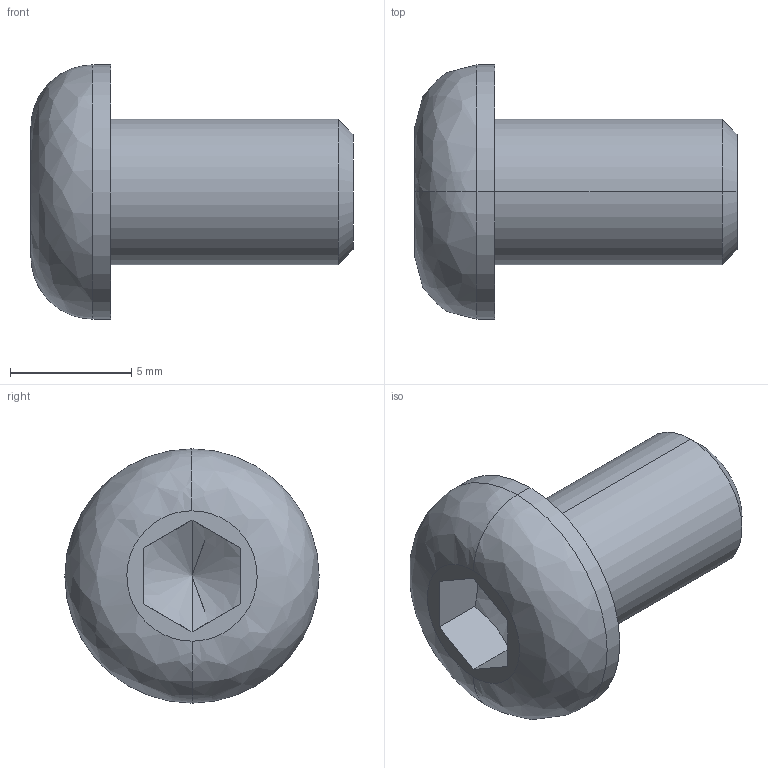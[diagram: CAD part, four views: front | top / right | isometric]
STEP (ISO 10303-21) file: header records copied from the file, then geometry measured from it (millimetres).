
FILE_DESCRIPTION (( 'STEP AP214' ), '1' );
FILE_NAME ('7250115', '2019-02-01T14:21:54', ( '' ), ('JUGARD+KÜNSTNER GmbH'), 'SwSTEP 2.0', 'SolidWorks 2017', '' );
FILE_SCHEMA (( 'AUTOMOTIVE_DESIGN' ));
Length unit declared in the file: millimetre
Products named in the file (1): 7250115_CNAJF00
Bounding box: 13.3 x 10.5 x 10.5 mm (x, y, z)
Volume: 487.8 mm3; surface area: 456.7 mm2
Topology: 1 solids, 1 shells, 19 faces, 42 edges, 25 vertices
Faces by surface type: plane 9, cylinder 4, cone 4, bspline 2
Entity records: 588 total; most frequent: CARTESIAN_POINT 159, ORIENTED_EDGE 80, DIRECTION 80, EDGE_CURVE 40, AXIS2_PLACEMENT_3D 30, VERTEX_POINT 25, EDGE_LOOP 21, LINE 20
